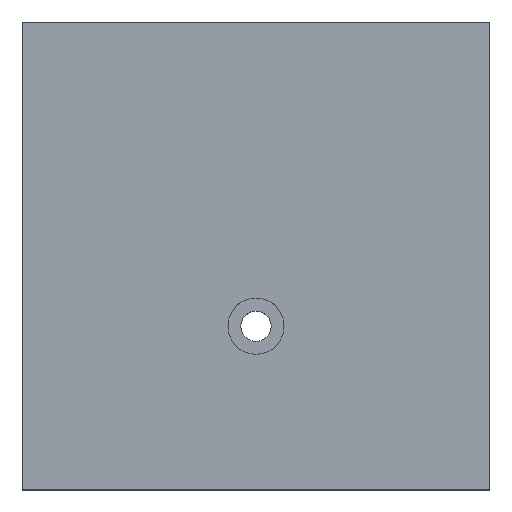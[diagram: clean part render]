
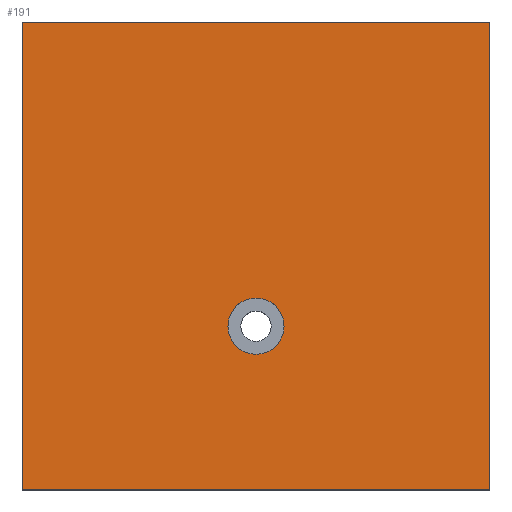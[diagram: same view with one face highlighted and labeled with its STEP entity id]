
A CAD part, top view. The second image highlights one B-rep face of the part: STEP entity #191.
In plain terms, the highlighted planar face has unit normal (0, 0, 1).
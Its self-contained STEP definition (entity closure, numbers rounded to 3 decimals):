
#119=AXIS2_PLACEMENT_3D('Circle Axis2P3D',#117,#118,$) ;
#138=AXIS2_PLACEMENT_3D('Circle Axis2P3D',#136,#137,$) ;
#151=AXIS2_PLACEMENT_3D('Plane Axis2P3D',#148,#149,#150) ;
#114=CARTESIAN_POINT('Vertex',(6.,0.,105.)) ;
#117=CARTESIAN_POINT('Axis2P3D Location',(0.,0.,105.)) ;
#121=CARTESIAN_POINT('Vertex',(-6.,0.,105.)) ;
#136=CARTESIAN_POINT('Axis2P3D Location',(0.,0.,105.)) ;
#148=CARTESIAN_POINT('Axis2P3D Location',(0.,-35.,105.)) ;
#153=CARTESIAN_POINT('Line Origine',(0.,-35.,105.)) ;
#157=CARTESIAN_POINT('Vertex',(50.,-35.,105.)) ;
#159=CARTESIAN_POINT('Vertex',(-50.,-35.,105.)) ;
#162=CARTESIAN_POINT('Line Origine',(50.,15.,105.)) ;
#166=CARTESIAN_POINT('Vertex',(50.,65.,105.)) ;
#169=CARTESIAN_POINT('Line Origine',(0.,65.,105.)) ;
#173=CARTESIAN_POINT('Vertex',(-50.,65.,105.)) ;
#176=CARTESIAN_POINT('Line Origine',(-50.,15.,105.)) ;
#118=DIRECTION('Axis2P3D Direction',(0.,0.,1.)) ;
#137=DIRECTION('Axis2P3D Direction',(0.,0.,1.)) ;
#149=DIRECTION('Axis2P3D Direction',(0.,0.,-1.)) ;
#150=DIRECTION('Axis2P3D XDirection',(0.,1.,0.)) ;
#154=DIRECTION('Vector Direction',(1.,0.,0.)) ;
#163=DIRECTION('Vector Direction',(0.,-1.,0.)) ;
#170=DIRECTION('Vector Direction',(1.,0.,0.)) ;
#177=DIRECTION('Vector Direction',(0.,-1.,0.)) ;
#155=VECTOR('Line Direction',#154,1.) ;
#164=VECTOR('Line Direction',#163,1.) ;
#171=VECTOR('Line Direction',#170,1.) ;
#178=VECTOR('Line Direction',#177,1.) ;
#182=ORIENTED_EDGE('',*,*,#161,.F.) ;
#183=ORIENTED_EDGE('',*,*,#168,.T.) ;
#184=ORIENTED_EDGE('',*,*,#175,.T.) ;
#185=ORIENTED_EDGE('',*,*,#180,.F.) ;
#188=ORIENTED_EDGE('',*,*,#140,.F.) ;
#189=ORIENTED_EDGE('',*,*,#123,.F.) ;
#190=FACE_BOUND('',#187,.T.) ;
#191=ADVANCED_FACE('Corps principal',(#186,#190),#152,.F.) ;
#120=CIRCLE('generated circle',#119,6.) ;
#139=CIRCLE('generated circle',#138,6.) ;
#123=EDGE_CURVE('',#115,#122,#120,.T.) ;
#140=EDGE_CURVE('',#122,#115,#139,.T.) ;
#161=EDGE_CURVE('',#158,#160,#156,.F.) ;
#168=EDGE_CURVE('',#158,#167,#165,.F.) ;
#175=EDGE_CURVE('',#167,#174,#172,.F.) ;
#180=EDGE_CURVE('',#160,#174,#179,.F.) ;
#181=EDGE_LOOP('',(#182,#183,#184,#185)) ;
#187=EDGE_LOOP('',(#188,#189)) ;
#186=FACE_OUTER_BOUND('',#181,.T.) ;
#156=LINE('Line',#153,#155) ;
#165=LINE('Line',#162,#164) ;
#172=LINE('Line',#169,#171) ;
#179=LINE('Line',#176,#178) ;
#152=PLANE('Plane',#151) ;
#115=VERTEX_POINT('',#114) ;
#122=VERTEX_POINT('',#121) ;
#158=VERTEX_POINT('',#157) ;
#160=VERTEX_POINT('',#159) ;
#167=VERTEX_POINT('',#166) ;
#174=VERTEX_POINT('',#173) ;
